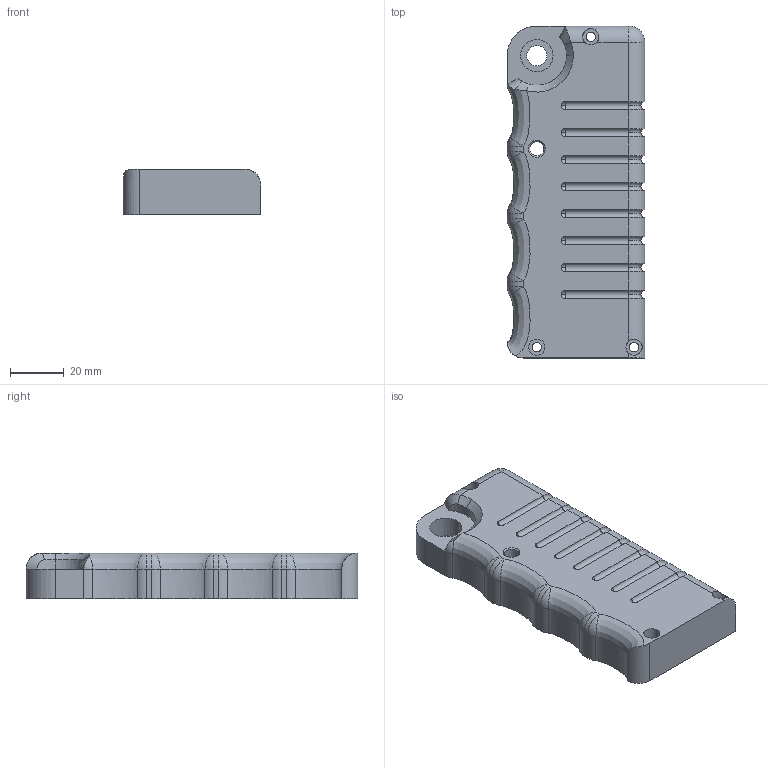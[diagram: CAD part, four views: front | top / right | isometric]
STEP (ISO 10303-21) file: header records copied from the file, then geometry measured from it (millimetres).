
FILE_DESCRIPTION (( 'STEP AP214' ), '1' );
FILE_NAME ('ShellTop.STEP', '2025-10-27T08:07:13', ( '' ), ( '' ), 'SwSTEP 2.0', 'SolidWorks 2020', '' );
FILE_SCHEMA (( 'AUTOMOTIVE_DESIGN' ));
Length unit declared in the file: millimetre
Products named in the file (1): ShellTop
Bounding box: 51 x 123 x 17 mm (x, y, z)
Volume: 25159.2 mm3; surface area: 24925.2 mm2
Topology: 1 solids, 1 shells, 229 faces, 604 edges, 362 vertices
Faces by surface type: cylinder 93, plane 52, sphere 32, bspline 28, torus 16, cone 8
Entity records: 9421 total; most frequent: CARTESIAN_POINT 3887, ORIENTED_EDGE 1172, DIRECTION 1164, EDGE_CURVE 586, AXIS2_PLACEMENT_3D 461, VERTEX_POINT 362, CIRCLE 259, VECTOR 242
